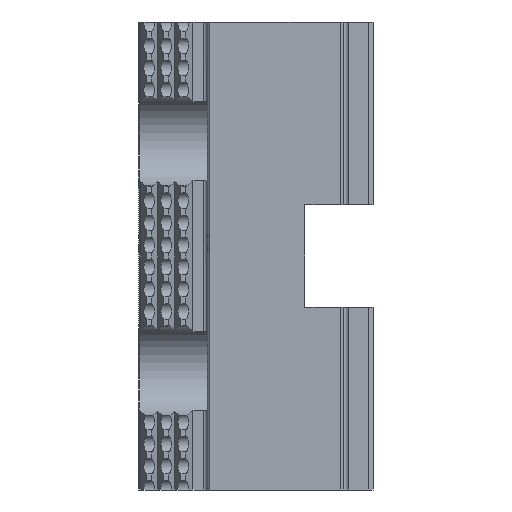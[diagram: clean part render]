
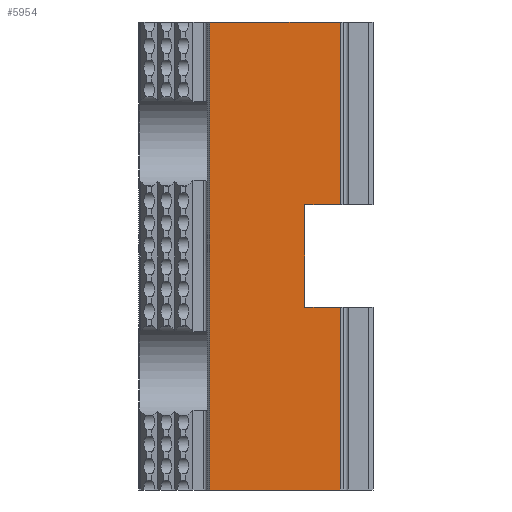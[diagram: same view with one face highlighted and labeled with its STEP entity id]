
A CAD part, left-side view. The second image highlights one B-rep face of the part: STEP entity #5954.
In plain terms, the highlighted planar face has unit normal (-1, 0, 0).
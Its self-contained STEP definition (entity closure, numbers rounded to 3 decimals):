
#175=PLANE('',#6580);
#620=FACE_OUTER_BOUND('',#926,.T.);
#926=EDGE_LOOP('',(#5003,#5004,#5005,#5006,#5007,#5008,#5009,#5010));
#1521=LINE('',#9813,#2119);
#1613=LINE('',#10177,#2211);
#1615=LINE('',#10181,#2213);
#1616=LINE('',#10183,#2214);
#1617=LINE('',#10185,#2215);
#1618=LINE('',#10187,#2216);
#1619=LINE('',#10188,#2217);
#1620=LINE('',#10189,#2218);
#2119=VECTOR('',#7715,1000.);
#2211=VECTOR('',#8205,1000.);
#2213=VECTOR('',#8209,1000.);
#2214=VECTOR('',#8210,1000.);
#2215=VECTOR('',#8211,1000.);
#2216=VECTOR('',#8212,1000.);
#2217=VECTOR('',#8213,1000.);
#2218=VECTOR('',#8214,1000.);
#2832=VERTEX_POINT('',#9810);
#2833=VERTEX_POINT('',#9812);
#2905=VERTEX_POINT('',#10174);
#2906=VERTEX_POINT('',#10176);
#2907=VERTEX_POINT('',#10180);
#2908=VERTEX_POINT('',#10182);
#2909=VERTEX_POINT('',#10184);
#2910=VERTEX_POINT('',#10186);
#3530=EDGE_CURVE('',#2832,#2833,#1521,.T.);
#3783=EDGE_CURVE('',#2906,#2905,#1613,.T.);
#3785=EDGE_CURVE('',#2907,#2832,#1615,.T.);
#3786=EDGE_CURVE('',#2908,#2907,#1616,.T.);
#3787=EDGE_CURVE('',#2909,#2908,#1617,.T.);
#3788=EDGE_CURVE('',#2910,#2909,#1618,.T.);
#3789=EDGE_CURVE('',#2906,#2910,#1619,.T.);
#3790=EDGE_CURVE('',#2905,#2833,#1620,.T.);
#5003=ORIENTED_EDGE('',*,*,#3530,.F.);
#5004=ORIENTED_EDGE('',*,*,#3785,.F.);
#5005=ORIENTED_EDGE('',*,*,#3786,.F.);
#5006=ORIENTED_EDGE('',*,*,#3787,.F.);
#5007=ORIENTED_EDGE('',*,*,#3788,.F.);
#5008=ORIENTED_EDGE('',*,*,#3789,.F.);
#5009=ORIENTED_EDGE('',*,*,#3783,.T.);
#5010=ORIENTED_EDGE('',*,*,#3790,.T.);
#5954=ADVANCED_FACE('',(#620),#175,.F.);
#6580=AXIS2_PLACEMENT_3D('',#10179,#8207,#8208);
#7715=DIRECTION('',(0.,0.,-1.));
#8205=DIRECTION('',(0.,0.,-1.));
#8207=DIRECTION('center_axis',(1.,0.,0.));
#8208=DIRECTION('ref_axis',(0.,1.,0.));
#8209=DIRECTION('',(0.,-1.,0.));
#8210=DIRECTION('',(0.,0.,-1.));
#8211=DIRECTION('',(0.,1.,0.));
#8212=DIRECTION('',(0.,0.,-1.));
#8213=DIRECTION('',(0.,-1.,0.));
#8214=DIRECTION('',(0.,-1.,0.));
#9810=CARTESIAN_POINT('',(0.,0.35,-6.));
#9812=CARTESIAN_POINT('',(0.,0.35,-27.5));
#9813=CARTESIAN_POINT('',(0.,0.35,27.5));
#10174=CARTESIAN_POINT('',(0.,15.7,-27.5));
#10176=CARTESIAN_POINT('',(0.,15.7,27.5));
#10177=CARTESIAN_POINT('',(0.,15.7,27.5));
#10179=CARTESIAN_POINT('Origin',(0.,0.35,
27.5));
#10180=CARTESIAN_POINT('',(0.,4.5,-6.));
#10181=CARTESIAN_POINT('',(0.,-3.5,-6.));
#10182=CARTESIAN_POINT('',(0.,4.5,6.));
#10183=CARTESIAN_POINT('',(0.,4.5,-6.));
#10184=CARTESIAN_POINT('',(0.,0.35,6.));
#10185=CARTESIAN_POINT('',(0.,4.5,6.));
#10186=CARTESIAN_POINT('',(0.,0.35,27.5));
#10187=CARTESIAN_POINT('',(0.,0.35,27.5));
#10188=CARTESIAN_POINT('',(0.,0.35,27.5));
#10189=CARTESIAN_POINT('',(0.,0.35,-27.5));
